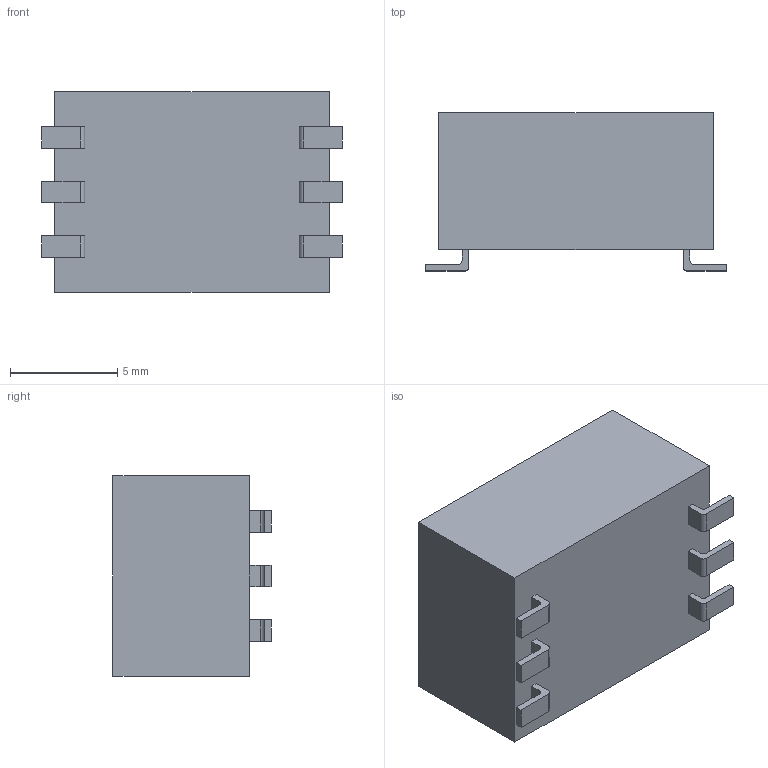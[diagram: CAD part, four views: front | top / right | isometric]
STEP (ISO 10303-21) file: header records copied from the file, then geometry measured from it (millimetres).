
FILE_DESCRIPTION((''),'2;1');
FILE_NAME('SM-LP-5001','2012-08-06T',('ryans'),('Bourns, Inc.'),'PRO/ENGINEER BY PARAMETRIC TECHNOLOGY CORPORATION, 2010100','PRO/ENGINEER BY PARAMETRIC TECHNOLOGY CORPORATION, 2010100','');
FILE_SCHEMA(('CONFIG_CONTROL_DESIGN'));
Length unit declared in the file: millimetre
Products named in the file (1): SM-LP-5001
Bounding box: 14 x 7.36 x 9.35 mm (x, y, z)
Volume: 766 mm3; surface area: 562.2 mm2
Topology: 1 solids, 1 shells, 60 faces, 156 edges, 104 vertices
Faces by surface type: plane 48, cylinder 12
Entity records: 1862 total; most frequent: CARTESIAN_POINT 320, ORIENTED_EDGE 312, DIRECTION 300, EDGE_CURVE 156, VECTOR 132, LINE 132, VERTEX_POINT 104, AXIS2_PLACEMENT_3D 84
